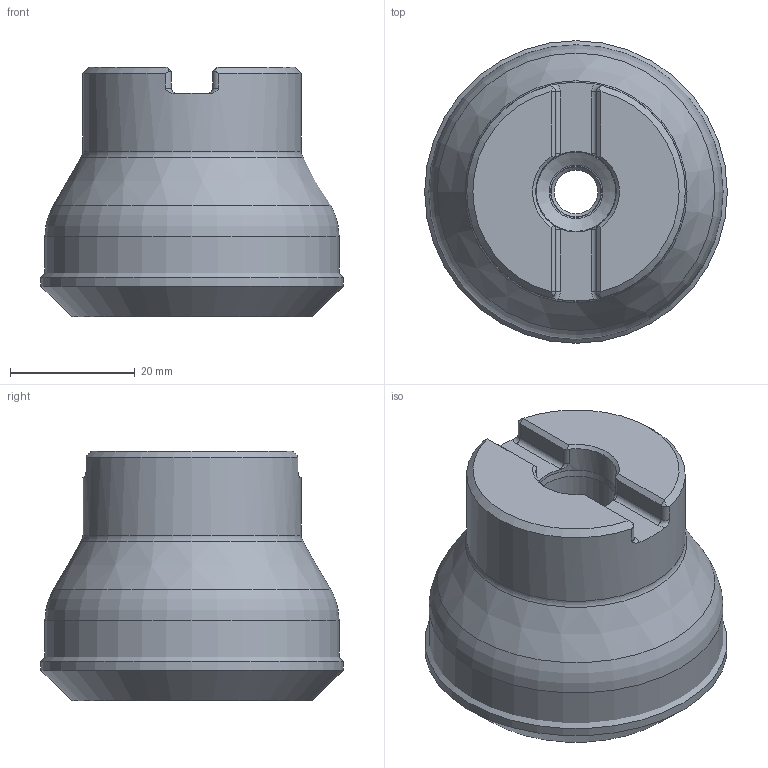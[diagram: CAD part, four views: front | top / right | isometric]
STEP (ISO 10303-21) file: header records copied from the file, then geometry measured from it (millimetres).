
FILE_DESCRIPTION(/* description */ (''),/* implementation_level */ '2;1');
FILE_NAME(/* name */ '150A04R_IS45SE09F_C_115010481ndi000_00_SIM.stp',/* time_stamp */ '2019-12-13T10:32:39+01:00',/* author */ (''),/* organization */ (''),/* preprocessor_version */ 'ST-DEVELOPER v16.7',/* originating_system */ 'SIEMENS PLM Software NX 12.0',/* authorisation */ '');
FILE_SCHEMA (('AUTOMOTIVE_DESIGN { 1 0 10303 214 3 1 1 1 }'));
Length unit declared in the file: millimetre
Products named in the file (1): wq700FE406D3fvmo
Bounding box: 48.43 x 48.43 x 40 mm (x, y, z)
Volume: 53030.9 mm3; surface area: 12766.4 mm2
Topology: 2 solids, 2 shells, 79 faces, 188 edges, 115 vertices
Faces by surface type: cylinder 24, plane 18, cone 16, torus 15, revolution 6
Full cylindrical faces by diameter (mm): 7 x1, 11 x1, 12.705 x1, 12.9 x1, 35 x1, 47.1 x1
Entity records: 2313 total; most frequent: CARTESIAN_POINT 594, DIRECTION 358, ORIENTED_EDGE 308, AXIS2_PLACEMENT_3D 156, EDGE_CURVE 154, EDGE_LOOP 112, VERTEX_POINT 108, ADVANCED_FACE 79
